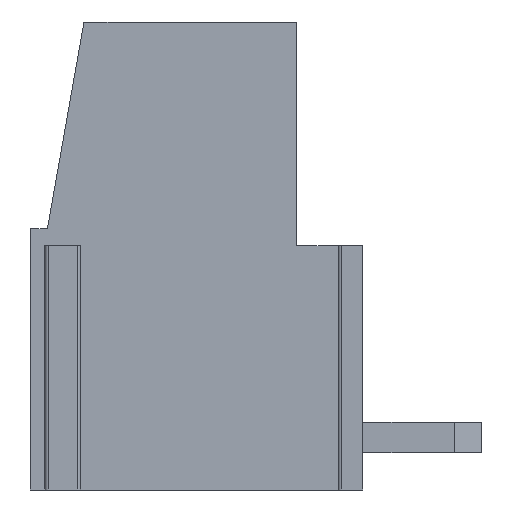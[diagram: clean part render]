
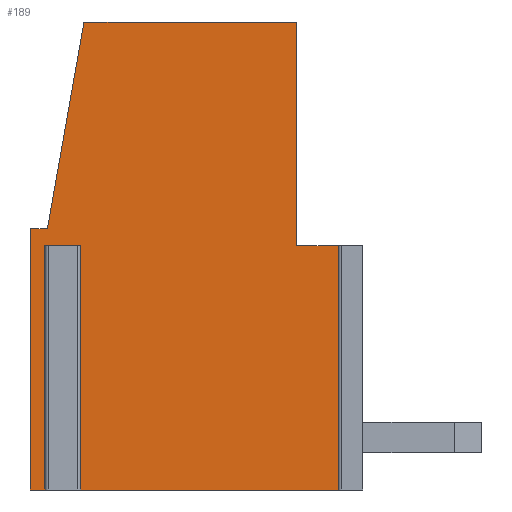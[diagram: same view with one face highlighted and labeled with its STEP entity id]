
A CAD part, left-side view. The second image highlights one B-rep face of the part: STEP entity #189.
In plain terms, the highlighted planar face has unit normal (-1, 0, 0).
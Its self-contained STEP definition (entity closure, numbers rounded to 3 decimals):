
#189 = ADVANCED_FACE( '', ( #459 ), #460, .F. );
#459 = FACE_OUTER_BOUND( '', #821, .T. );
#460 = PLANE( '', #822 );
#821 = EDGE_LOOP( '', ( #1296, #1297, #1298, #1299, #1300, #1301, #1302, #1303, #1304, #1305, #1306, #1307 ) );
#822 = AXIS2_PLACEMENT_3D( '', #1308, #1309, #1310 );
#1296 = ORIENTED_EDGE( '', *, *, #2240, .T. );
#1297 = ORIENTED_EDGE( '', *, *, #2241, .T. );
#1298 = ORIENTED_EDGE( '', *, *, #2242, .T. );
#1299 = ORIENTED_EDGE( '', *, *, #2243, .T. );
#1300 = ORIENTED_EDGE( '', *, *, #2244, .T. );
#1301 = ORIENTED_EDGE( '', *, *, #2245, .T. );
#1302 = ORIENTED_EDGE( '', *, *, #2246, .T. );
#1303 = ORIENTED_EDGE( '', *, *, #2193, .F. );
#1304 = ORIENTED_EDGE( '', *, *, #2247, .T. );
#1305 = ORIENTED_EDGE( '', *, *, #2133, .F. );
#1306 = ORIENTED_EDGE( '', *, *, #2248, .T. );
#1307 = ORIENTED_EDGE( '', *, *, #2187, .F. );
#1308 = CARTESIAN_POINT( '', ( -15.24, 1.812, -1.38 ) );
#1309 = DIRECTION( '', ( 1., 0., 0. ) );
#1310 = DIRECTION( '', ( 0., -1., 0. ) );
#2133 = EDGE_CURVE( '', #2534, #2535, #2536, .T. );
#2187 = EDGE_CURVE( '', #2631, #2633, #2634, .T. );
#2193 = EDGE_CURVE( '', #2643, #2645, #2646, .T. );
#2240 = EDGE_CURVE( '', #2631, #2725, #2726, .T. );
#2241 = EDGE_CURVE( '', #2725, #2727, #2728, .T. );
#2242 = EDGE_CURVE( '', #2727, #2729, #2730, .T. );
#2243 = EDGE_CURVE( '', #2729, #2731, #2732, .T. );
#2244 = EDGE_CURVE( '', #2731, #2733, #2734, .T. );
#2245 = EDGE_CURVE( '', #2733, #2735, #2736, .T. );
#2246 = EDGE_CURVE( '', #2735, #2645, #2737, .T. );
#2247 = EDGE_CURVE( '', #2643, #2535, #2738, .T. );
#2248 = EDGE_CURVE( '', #2534, #2633, #2739, .T. );
#2534 = VERTEX_POINT( '', #3116 );
#2535 = VERTEX_POINT( '', #3117 );
#2536 = LINE( '', #3118, #3119 );
#2631 = VERTEX_POINT( '', #3254 );
#2633 = VERTEX_POINT( '', #3257 );
#2634 = LINE( '', #3258, #3259 );
#2643 = VERTEX_POINT( '', #3270 );
#2645 = VERTEX_POINT( '', #3273 );
#2646 = LINE( '', #3274, #3275 );
#2725 = VERTEX_POINT( '', #3391 );
#2726 = LINE( '', #3392, #3393 );
#2727 = VERTEX_POINT( '', #3394 );
#2728 = LINE( '', #3395, #3396 );
#2729 = VERTEX_POINT( '', #3397 );
#2730 = LINE( '', #3398, #3399 );
#2731 = VERTEX_POINT( '', #3400 );
#2732 = LINE( '', #3401, #3402 );
#2733 = VERTEX_POINT( '', #3403 );
#2734 = LINE( '', #3404, #3405 );
#2735 = VERTEX_POINT( '', #3406 );
#2736 = LINE( '', #3407, #3408 );
#2737 = LINE( '', #3409, #3410 );
#2738 = LINE( '', #3411, #3412 );
#2739 = LINE( '', #3413, #3414 );
#3116 = CARTESIAN_POINT( '', ( -15.24, -1.204, 7.2 ) );
#3117 = CARTESIAN_POINT( '', ( -15.24, -0.696, 7.2 ) );
#3118 = CARTESIAN_POINT( '', ( -15.24, 0., 7.2 ) );
#3119 = VECTOR( '', #3913, 1000. );
#3254 = CARTESIAN_POINT( '', ( -15.24, -9.346, 0. ) );
#3257 = CARTESIAN_POINT( '', ( -15.24, -1.204, 0. ) );
#3258 = CARTESIAN_POINT( '', ( -15.24, 0., 0. ) );
#3259 = VECTOR( '', #3964, 1000. );
#3270 = CARTESIAN_POINT( '', ( -15.24, -0.696, 0. ) );
#3273 = CARTESIAN_POINT( '', ( -15.24, 0., 0. ) );
#3274 = CARTESIAN_POINT( '', ( -15.24, 0., 0. ) );
#3275 = VECTOR( '', #3974, 1000. );
#3391 = CARTESIAN_POINT( '', ( -15.24, -9.346, 7.2 ) );
#3392 = CARTESIAN_POINT( '', ( -15.24, -9.346, -11.5 ) );
#3393 = VECTOR( '', #4024, 1000. );
#3394 = CARTESIAN_POINT( '', ( -15.24, -7.85, 7.2 ) );
#3395 = CARTESIAN_POINT( '', ( -15.24, 0., 7.2 ) );
#3396 = VECTOR( '', #4025, 1000. );
#3397 = CARTESIAN_POINT( '', ( -15.24, -7.85, 13.8 ) );
#3398 = CARTESIAN_POINT( '', ( -15.24, -7.85, -11.5 ) );
#3399 = VECTOR( '', #4026, 1000. );
#3400 = CARTESIAN_POINT( '', ( -15.24, -1.576, 13.8 ) );
#3401 = CARTESIAN_POINT( '', ( -15.24, 0., 13.8 ) );
#3402 = VECTOR( '', #4027, 1000. );
#3403 = CARTESIAN_POINT( '', ( -15.24, -0.5, 7.7 ) );
#3404 = CARTESIAN_POINT( '', ( -15.24, 2.885, -11.5 ) );
#3405 = VECTOR( '', #4028, 1000. );
#3406 = CARTESIAN_POINT( '', ( -15.24, 0., 7.7 ) );
#3407 = CARTESIAN_POINT( '', ( -15.24, 0., 7.7 ) );
#3408 = VECTOR( '', #4029, 1000. );
#3409 = CARTESIAN_POINT( '', ( -15.24, 0., -11.5 ) );
#3410 = VECTOR( '', #4030, 1000. );
#3411 = CARTESIAN_POINT( '', ( -15.24, -0.696, -11.5 ) );
#3412 = VECTOR( '', #4031, 1000. );
#3413 = CARTESIAN_POINT( '', ( -15.24, -1.204, -11.5 ) );
#3414 = VECTOR( '', #4032, 1000. );
#3913 = DIRECTION( '', ( 0., 1., 0. ) );
#3964 = DIRECTION( '', ( 0., 1., 0. ) );
#3974 = DIRECTION( '', ( 0., 1., 0. ) );
#4024 = DIRECTION( '', ( 0., 0., 1. ) );
#4025 = DIRECTION( '', ( 0., 1., 0. ) );
#4026 = DIRECTION( '', ( 0., 0., 1. ) );
#4027 = DIRECTION( '', ( 0., 1., 0. ) );
#4028 = DIRECTION( '', ( 0., 0.174, -0.985 ) );
#4029 = DIRECTION( '', ( 0., 1., 0. ) );
#4030 = DIRECTION( '', ( 0., 0., -1. ) );
#4031 = DIRECTION( '', ( 0., 0., 1. ) );
#4032 = DIRECTION( '', ( 0., 0., -1. ) );
